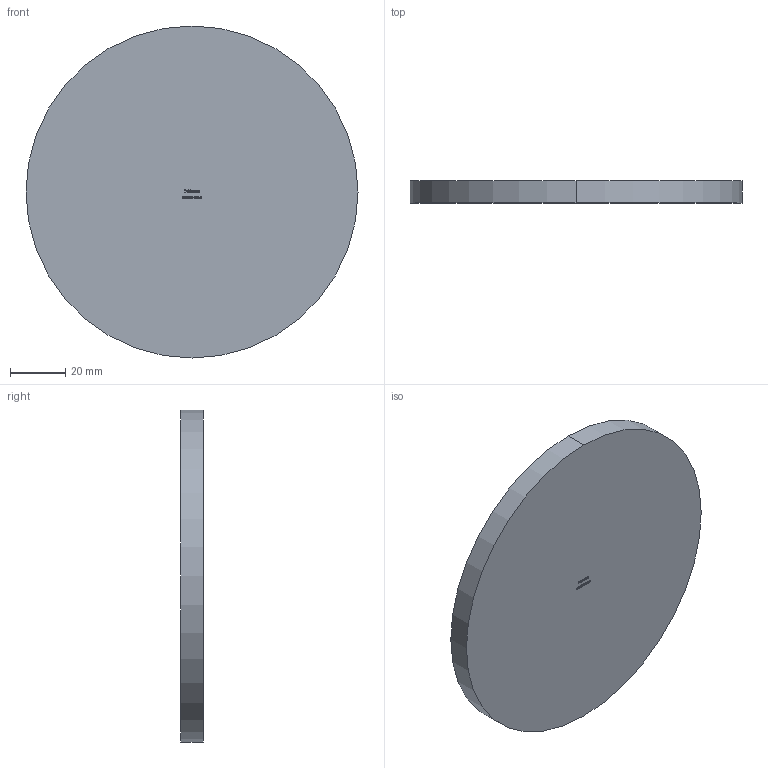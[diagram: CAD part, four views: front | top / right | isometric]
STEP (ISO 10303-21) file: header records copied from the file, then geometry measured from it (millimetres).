
FILE_DESCRIPTION (( 'STEP AP203' ), '1' );
FILE_NAME ('53120-240-8-R.step', '2020-10-16T11:32:55', ( '' ), ( '' ), 'SwSTEP 2.0', 'SolidWorks 2018', '' );
FILE_SCHEMA (( 'CONFIG_CONTROL_DESIGN' ));
Length unit declared in the file: millimetre
Products named in the file (2): 53120-240-8-R
Bounding box: 120 x 8 x 120 mm (x, y, z)
Volume: 90477.6 mm3; surface area: 25642.2 mm2
Topology: 1 solids, 1 shells, 273 faces, 723 edges, 482 vertices
Faces by surface type: plane 149, bspline 122, cylinder 2
Entity records: 15304 total; most frequent: CARTESIAN_POINT 9202, ORIENTED_EDGE 1446, DIRECTION 789, EDGE_CURVE 723, VERTEX_POINT 482, VECTOR 475, LINE 475, EDGE_LOOP 303
